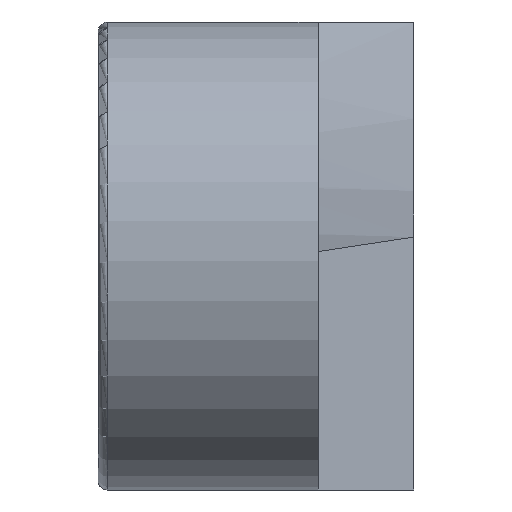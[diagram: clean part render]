
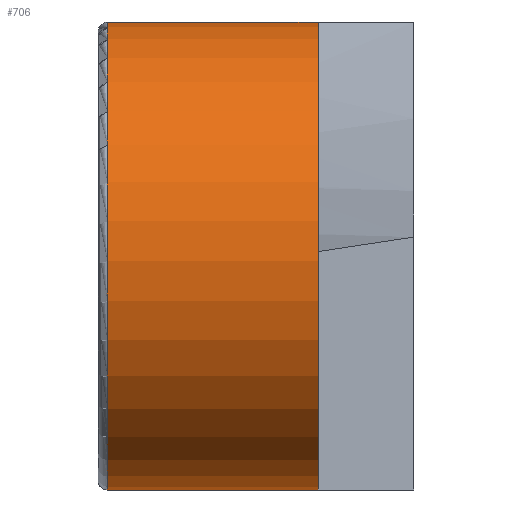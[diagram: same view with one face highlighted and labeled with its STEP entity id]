
A CAD part, left-side view. The second image highlights one B-rep face of the part: STEP entity #706.
In plain terms, the highlighted cylindrical face has radius 12.5 mm (diameter 25 mm), a partial arc.
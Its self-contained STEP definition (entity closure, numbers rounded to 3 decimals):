
#18 = DIRECTION ( 'NONE',  ( -1., 0., 0. ) ) ;
#99 = EDGE_CURVE ( 'NONE', #603, #421, #650, .T. ) ;
#106 = CARTESIAN_POINT ( 'NONE',  ( -33.058, 5.12, 12.488 ) ) ;
#126 = AXIS2_PLACEMENT_3D ( 'NONE', #1175, #1079, #846 ) ;
#205 = AXIS2_PLACEMENT_3D ( 'NONE', #865, #849, #1206 ) ;
#296 = CARTESIAN_POINT ( 'NONE',  ( -32.5, 16.37, -12.5 ) ) ;
#300 = FACE_OUTER_BOUND ( 'NONE', #308, .T. ) ;
#308 = EDGE_LOOP ( 'NONE', ( #1374, #364, #602, #482 ) ) ;
#364 = ORIENTED_EDGE ( 'NONE', *, *, #1090, .T. ) ;
#393 = VERTEX_POINT ( 'NONE', #106 ) ;
#421 = VERTEX_POINT ( 'NONE', #296 ) ;
#427 = CARTESIAN_POINT ( 'NONE',  ( -33.058, 8.435, 12.488 ) ) ;
#481 = VERTEX_POINT ( 'NONE', #888 ) ;
#482 = ORIENTED_EDGE ( 'NONE', *, *, #1359, .F. ) ;
#602 = ORIENTED_EDGE ( 'NONE', *, *, #99, .F. ) ;
#603 = VERTEX_POINT ( 'NONE', #1246 ) ;
#650 = LINE ( 'NONE', #824, #836 ) ;
#706 = ADVANCED_FACE ( 'NONE', ( #300 ), #751, .T. ) ;
#751 = CYLINDRICAL_SURFACE ( 'NONE', #205, 12.5 ) ;
#824 = CARTESIAN_POINT ( 'NONE',  ( -32.5, 16.87, -12.5 ) ) ;
#836 = VECTOR ( 'NONE', #1521, 1000. ) ;
#845 = CARTESIAN_POINT ( 'NONE',  ( -32.5, 5.12, 0. ) ) ;
#846 = DIRECTION ( 'NONE',  ( 0., 0., 1. ) ) ;
#849 = DIRECTION ( 'NONE',  ( 0., -1., 0. ) ) ;
#858 = DIRECTION ( 'NONE',  ( 0., -1., 0. ) ) ;
#865 = CARTESIAN_POINT ( 'NONE',  ( -32.5, 16.87, 0. ) ) ;
#888 = CARTESIAN_POINT ( 'NONE',  ( -33.058, 16.37, 12.488 ) ) ;
#1008 = DIRECTION ( 'NONE',  ( 0., -1., 0. ) ) ;
#1079 = DIRECTION ( 'NONE',  ( 0., -1., 0. ) ) ;
#1090 = EDGE_CURVE ( 'NONE', #481, #421, #1217, .T. ) ;
#1119 = AXIS2_PLACEMENT_3D ( 'NONE', #845, #858, #18 ) ;
#1175 = CARTESIAN_POINT ( 'NONE',  ( -32.5, 16.37, 0. ) ) ;
#1186 = EDGE_CURVE ( 'NONE', #481, #393, #1510, .T. ) ;
#1206 = DIRECTION ( 'NONE',  ( 0., 0., -1. ) ) ;
#1217 = CIRCLE ( 'NONE', #126, 12.5 ) ;
#1246 = CARTESIAN_POINT ( 'NONE',  ( -32.5, 5.12, -12.5 ) ) ;
#1281 = CIRCLE ( 'NONE', #1119, 12.5 ) ;
#1359 = EDGE_CURVE ( 'NONE', #393, #603, #1281, .T. ) ;
#1374 = ORIENTED_EDGE ( 'NONE', *, *, #1186, .F. ) ;
#1457 = VECTOR ( 'NONE', #1008, 1000. ) ;
#1510 = LINE ( 'NONE', #427, #1457 ) ;
#1521 = DIRECTION ( 'NONE',  ( 0., 1., 0. ) ) ;
